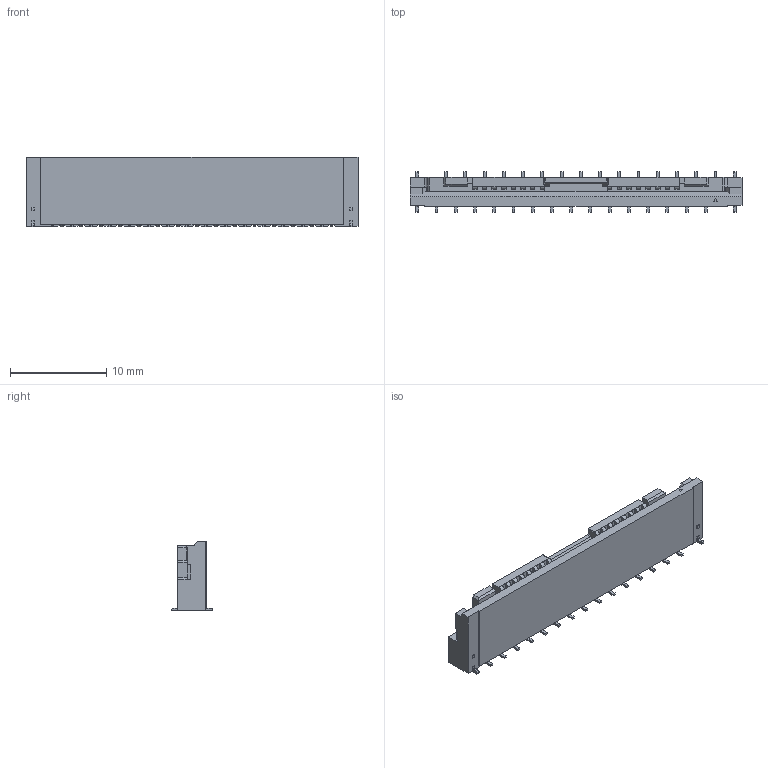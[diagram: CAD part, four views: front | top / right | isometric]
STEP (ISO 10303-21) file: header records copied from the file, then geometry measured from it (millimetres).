
FILE_DESCRIPTION (( 'STEP AP203' ), '1' );
FILE_NAME ('Customer-BB960A01(A10-86-01363).STEP', '2020-05-04T12:30:29', ( '' ), ( '' ), 'SwSTEP 2.0', 'SolidWorks 2018', '' );
FILE_SCHEMA (( 'CONFIG_CONTROL_DESIGN' ));
Length unit declared in the file: millimetre
Products named in the file (1): Customer-BB960A01(A10-86-01363)
Bounding box: 34.5 x 4.2 x 7.26 mm (x, y, z)
Volume: 640.3 mm3; surface area: 884.2 mm2
Topology: 1 solids, 1 shells, 714 faces, 1820 edges, 1142 vertices
Faces by surface type: plane 572, cylinder 142
Entity records: 21205 total; most frequent: CARTESIAN_POINT 3693, ORIENTED_EDGE 3640, DIRECTION 3556, EDGE_CURVE 1820, LINE 1506, VECTOR 1506, VERTEX_POINT 1142, AXIS2_PLACEMENT_3D 1025
